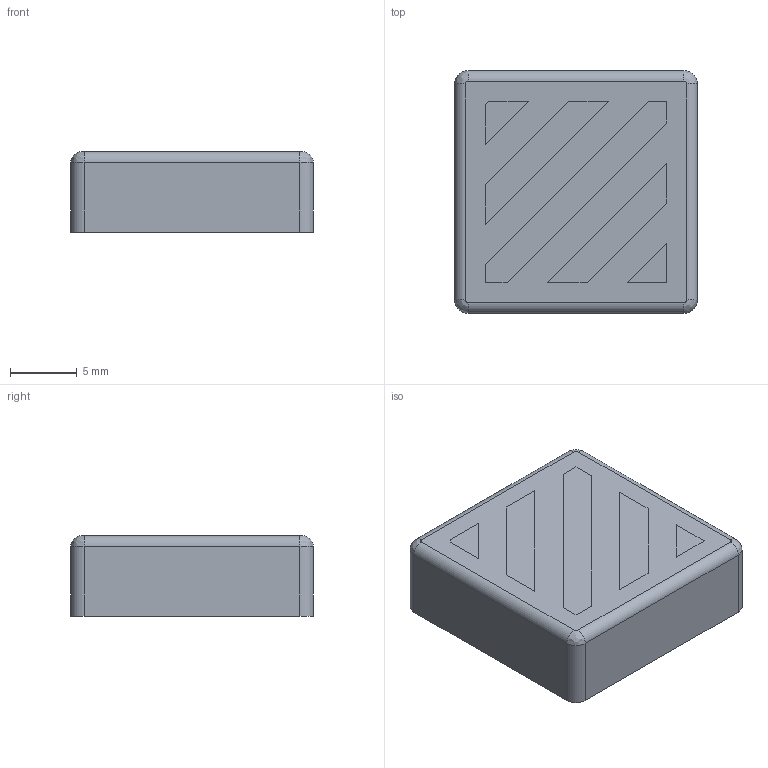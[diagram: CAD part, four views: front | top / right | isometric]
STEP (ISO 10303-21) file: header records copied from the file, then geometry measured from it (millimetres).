
FILE_DESCRIPTION(/* description */ (''),/* implementation_level */ '2;1');
FILE_NAME(/* name */ 'flat accent keycap.step',/* time_stamp */ '2025-09-26T18:19:18+02:00',/* author */ (''),/* organization */ (''),/* preprocessor_version */ 'ST-DEVELOPER v20.1',/* originating_system */ 'Autodesk Translation Framework v14.17.0.0',/* authorisation */ '');
FILE_SCHEMA (('AUTOMOTIVE_DESIGN { 1 0 10303 214 3 1 1 }'));
Length unit declared in the file: millimetre
Products named in the file (2): Keycap cherry basic; accent keycaps
Assembly tree (1 placements, depth 2):
  Keycap cherry basic
    accent keycaps
Bounding box: 18.2 x 18.2 x 6.04 mm (x, y, z)
Volume: 1236 mm3; surface area: 1818.4 mm2
Topology: 6 solids, 6 shells, 113 faces, 264 edges, 172 vertices
Faces by surface type: plane 99, cylinder 9, bspline 4, torus 1
Full cylindrical faces by diameter (mm): 5.45 x1
Entity records: 3256 total; most frequent: CARTESIAN_POINT 584, ORIENTED_EDGE 528, DIRECTION 513, EDGE_CURVE 264, LINE 239, VECTOR 239, VERTEX_POINT 172, AXIS2_PLACEMENT_3D 137
